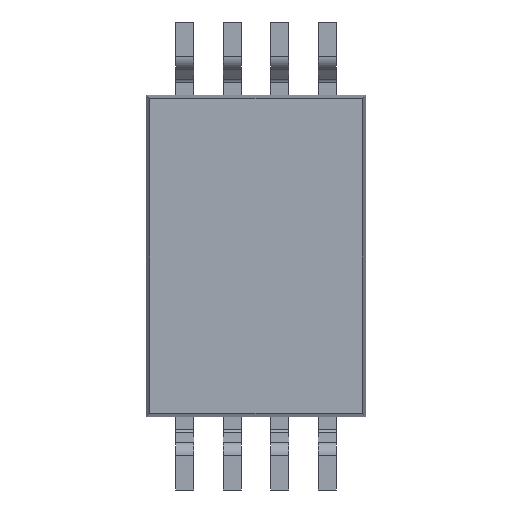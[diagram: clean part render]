
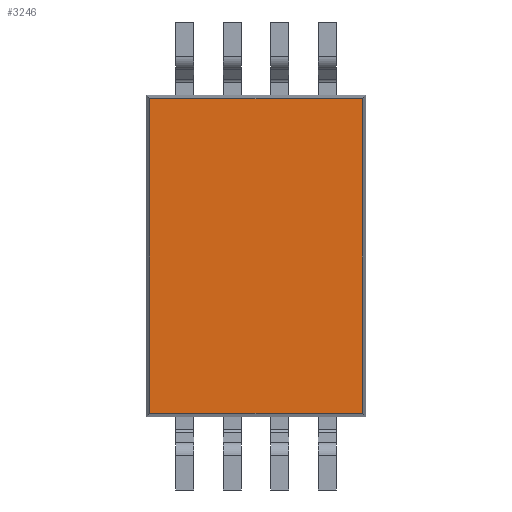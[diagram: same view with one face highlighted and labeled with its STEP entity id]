
A CAD part, front view. The second image highlights one B-rep face of the part: STEP entity #3246.
In plain terms, the highlighted planar face has unit normal (0, -1, 0).
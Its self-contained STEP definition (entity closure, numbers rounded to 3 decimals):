
#1635 = CARTESIAN_POINT ( 'NONE',  ( 2.954, -0.377, -0.046 ) ) ;
#1979 = DIRECTION ( 'NONE',  ( 0., 0., 1. ) ) ;
#1980 = CARTESIAN_POINT ( 'NONE',  ( 2.954, -0.377, 0. ) ) ;
#1981 = LINE ( 'NONE', #1980, #2033 ) ;
#2006 = AXIS2_PLACEMENT_3D ( 'NONE', #2088, #2087, #2086 ) ;
#2017 = FACE_OUTER_BOUND ( 'NONE', #3240, .T. ) ;
#2021 = PLANE ( 'NONE',  #2006 ) ;
#2029 = DIRECTION ( 'NONE',  ( -1., 0., 0. ) ) ;
#2030 = VECTOR ( 'NONE', #2029, 1000. ) ;
#2031 = CARTESIAN_POINT ( 'NONE',  ( 0., -0.377, -0.046 ) ) ;
#2032 = LINE ( 'NONE', #2031, #2030 ) ;
#2033 = VECTOR ( 'NONE', #1979, 1000. ) ;
#2086 = DIRECTION ( 'NONE',  ( 0., 0., -1. ) ) ;
#2087 = DIRECTION ( 'NONE',  ( 0., -1., 0. ) ) ;
#2088 = CARTESIAN_POINT ( 'NONE',  ( 0., -0.377, -4.4 ) ) ;
#2397 = CARTESIAN_POINT ( 'NONE',  ( 0.046, -0.377, -4.354 ) ) ;
#2414 = CARTESIAN_POINT ( 'NONE',  ( 0.046, -0.377, -0.046 ) ) ;
#2416 = VECTOR ( 'NONE', #2470, 1000. ) ;
#2417 = DIRECTION ( 'NONE',  ( 1., 0., 0. ) ) ;
#2418 = VECTOR ( 'NONE', #2417, 1000. ) ;
#2419 = CARTESIAN_POINT ( 'NONE',  ( 0., -0.377, -4.354 ) ) ;
#2420 = LINE ( 'NONE', #2426, #2416 ) ;
#2422 = LINE ( 'NONE', #2419, #2418 ) ;
#2426 = CARTESIAN_POINT ( 'NONE',  ( 0.046, -0.377, 0. ) ) ;
#2470 = DIRECTION ( 'NONE',  ( 0., 0., -1. ) ) ;
#2478 = CARTESIAN_POINT ( 'NONE',  ( 2.954, -0.377, -4.354 ) ) ;
#3064 = VERTEX_POINT ( 'NONE', #1635 ) ;
#3164 = ORIENTED_EDGE ( 'NONE', *, *, #3220, .T. ) ;
#3220 = EDGE_CURVE ( 'NONE', #3441, #3064, #1981, .T. ) ;
#3221 = EDGE_CURVE ( 'NONE', #3064, #3391, #2032, .T. ) ;
#3225 = ORIENTED_EDGE ( 'NONE', *, *, #3421, .T. ) ;
#3236 = ORIENTED_EDGE ( 'NONE', *, *, #3221, .T. ) ;
#3240 = EDGE_LOOP ( 'NONE', ( #3225, #3245, #3164, #3236 ) ) ;
#3245 = ORIENTED_EDGE ( 'NONE', *, *, #3418, .T. ) ;
#3246 = ADVANCED_FACE ( 'NONE', ( #2017 ), #2021, .T. ) ;
#3391 = VERTEX_POINT ( 'NONE', #2414 ) ;
#3410 = VERTEX_POINT ( 'NONE', #2397 ) ;
#3418 = EDGE_CURVE ( 'NONE', #3410, #3441, #2422, .T. ) ;
#3421 = EDGE_CURVE ( 'NONE', #3391, #3410, #2420, .T. ) ;
#3441 = VERTEX_POINT ( 'NONE', #2478 ) ;
